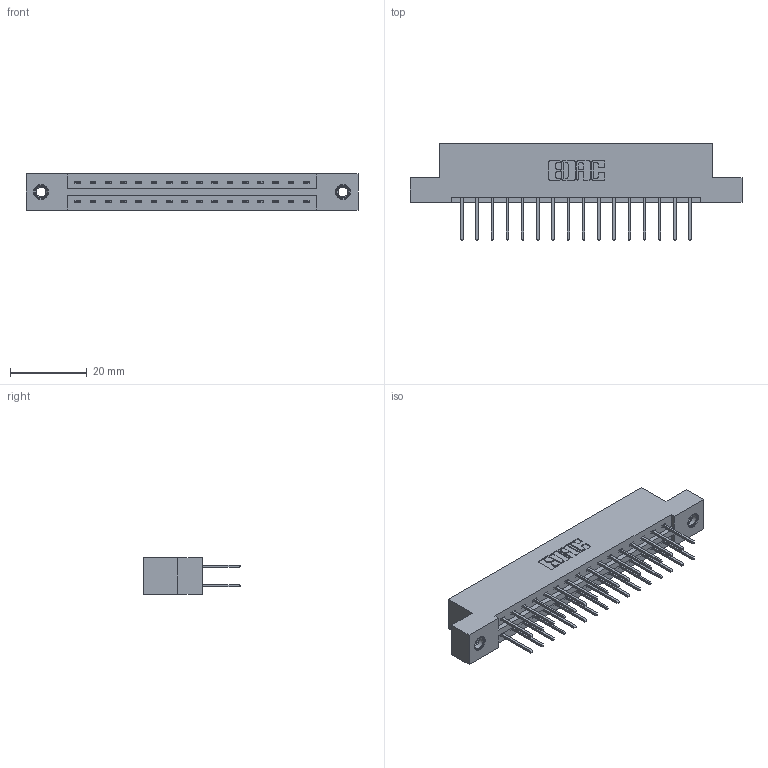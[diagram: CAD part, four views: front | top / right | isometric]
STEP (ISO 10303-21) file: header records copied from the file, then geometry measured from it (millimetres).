
FILE_DESCRIPTION (( 'STEP AP203' ), '1' );
FILE_NAME ('387-032-523-207.STEP', '2019-10-17T15:33:37', ( '' ), ( '' ), 'SwSTEP 2.0', 'SolidWorks 2016', '' );
FILE_SCHEMA (( 'CONFIG_CONTROL_DESIGN' ));
Length unit declared in the file: inch
Products named in the file (4): 345-292-001_345-293-123; 387-032-523-207; 337 Part_Flush Mounting Lugs - 0.156 Dia-TI; 345-250-001_345-250-005-103
Assembly tree (35 placements, depth 2):
  387-032-523-207
    337 Part_Flush Mounting Lugs - 0.156 Dia-TI
    345-292-001_345-293-123  x32
    345-250-001_345-250-005-103  x2
Bounding box: 86.41 x 25.15 x 9.4 mm (x, y, z)
Volume: 8812.7 mm3; surface area: 10057.8 mm2
Topology: 35 solids, 35 shells, 1902 faces, 5599 edges, 3682 vertices
Faces by surface type: plane 1318, cylinder 568, cone 12, torus 4
Entity records: 16972 total; most frequent: CARTESIAN_POINT 2861, ORIENTED_EDGE 2790, DIRECTION 2513, EDGE_CURVE 1395, LINE 1247, VECTOR 1247, VERTEX_POINT 924, AXIS2_PLACEMENT_3D 633
